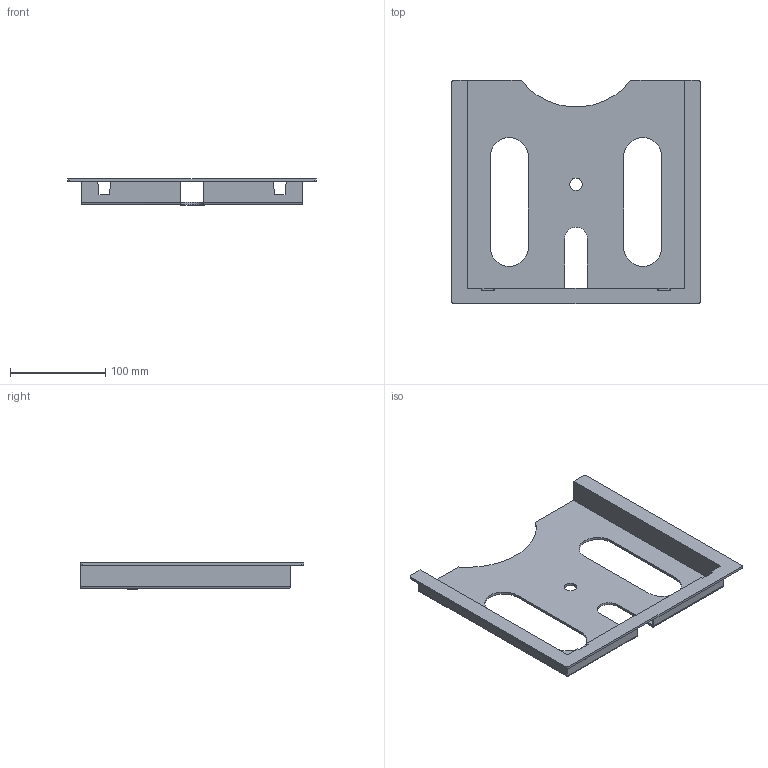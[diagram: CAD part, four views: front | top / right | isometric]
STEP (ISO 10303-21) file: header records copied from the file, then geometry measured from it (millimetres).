
FILE_DESCRIPTION(('CATIA V5 STEP Exchange'),'2;1');
FILE_NAME('EV1075K.stp','2013-11-19T15:00:20+00:00',('none'),('none'),'CATIA Version 5 Release 20 SP 6 (IN-10)','CATIA V5 STEP AP203','none');
FILE_SCHEMA(('CONFIG_CONTROL_DESIGN'));
Length unit declared in the file: millimetre
Products named in the file (1): 856621_001_01_TASCA PORTASCHEMI PROFONDA 27MM_3PA
Bounding box: 260.4 x 234.2 x 27.6 mm (x, y, z)
Volume: 154608.6 mm3; surface area: 129571.8 mm2
Topology: 1 solids, 1 shells, 114 faces, 318 edges, 212 vertices
Faces by surface type: plane 90, cylinder 24
Entity records: 3436 total; most frequent: ORIENTED_EDGE 636, CARTESIAN_POINT 621, DIRECTION 452, EDGE_CURVE 318, VECTOR 272, LINE 272, VERTEX_POINT 212, EDGE_LOOP 132
